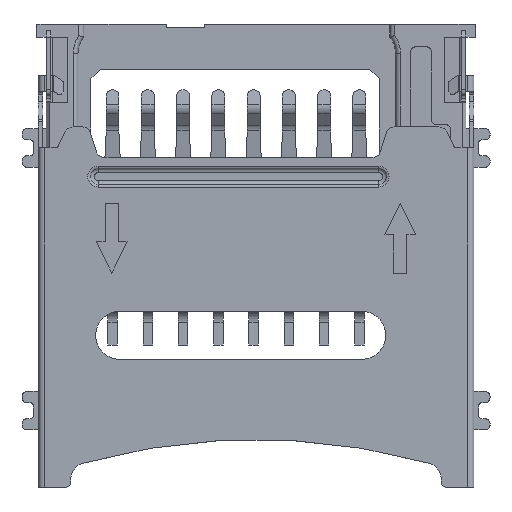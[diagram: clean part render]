
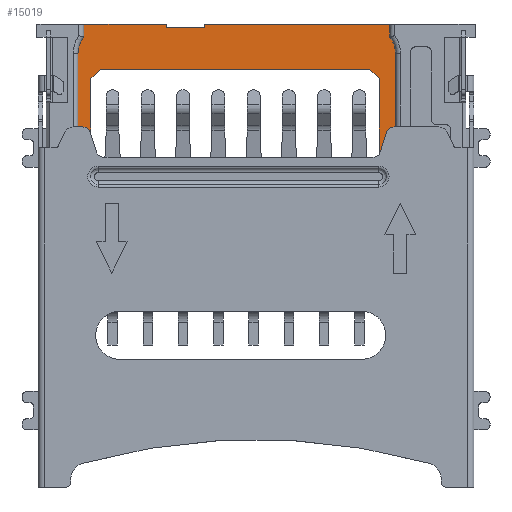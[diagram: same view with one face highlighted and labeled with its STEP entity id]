
A CAD part, top view. The second image highlights one B-rep face of the part: STEP entity #15019.
In plain terms, the highlighted face is planar.
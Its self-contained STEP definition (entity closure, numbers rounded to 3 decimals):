
#144=FACE_BOUND('',#2076,.T.);
#490=PLANE('',#16203);
#1216=FACE_OUTER_BOUND('',#2075,.T.);
#2075=EDGE_LOOP('',(#12610,#12611,#12612,#12613,#12614,#12615,#12616,#12617,
#12618,#12619,#12620,#12621,#12622,#12623,#12624,#12625,#12626,#12627));
#2076=EDGE_LOOP('',(#12628,#12629,#12630,#12631,#12632,#12633));
#3077=LINE('',#23152,#4755);
#3113=LINE('',#23225,#4791);
#3182=LINE('',#23385,#4860);
#3196=LINE('',#23415,#4874);
#3239=LINE('',#23516,#4917);
#3268=LINE('',#23576,#4946);
#3434=LINE('',#23936,#5112);
#3436=LINE('',#23940,#5114);
#3438=LINE('',#23943,#5116);
#3440=LINE('',#23947,#5118);
#3441=LINE('',#23950,#5119);
#3443=LINE('',#23954,#5121);
#3445=LINE('',#23958,#5123);
#3447=LINE('',#23961,#5125);
#3448=LINE('',#23963,#5126);
#3449=LINE('',#23965,#5127);
#3492=LINE('',#24058,#5170);
#3493=LINE('',#24060,#5171);
#3494=LINE('',#24062,#5172);
#3495=LINE('',#24065,#5173);
#3496=LINE('',#24067,#5174);
#3497=LINE('',#24070,#5175);
#4755=VECTOR('',#18749,1000.);
#4791=VECTOR('',#18787,1000.);
#4860=VECTOR('',#18880,1000.);
#4874=VECTOR('',#18898,1000.);
#4917=VECTOR('',#18969,1000.);
#4946=VECTOR('',#19016,1000.);
#5112=VECTOR('',#19356,1000.);
#5114=VECTOR('',#19360,1000.);
#5116=VECTOR('',#19364,1000.);
#5118=VECTOR('',#19368,1000.);
#5119=VECTOR('',#19371,1000.);
#5121=VECTOR('',#19375,1000.);
#5123=VECTOR('',#19379,1000.);
#5125=VECTOR('',#19383,1000.);
#5126=VECTOR('',#19386,1000.);
#5127=VECTOR('',#19389,1000.);
#5170=VECTOR('',#19490,1000.);
#5171=VECTOR('',#19491,1000.);
#5172=VECTOR('',#19492,1000.);
#5173=VECTOR('',#19495,1000.);
#5174=VECTOR('',#19496,1000.);
#5175=VECTOR('',#19499,1000.);
#6054=CIRCLE('',#16204,0.8);
#6055=CIRCLE('',#16205,0.8);
#6840=VERTEX_POINT('',#23148);
#6842=VERTEX_POINT('',#23151);
#6876=VERTEX_POINT('',#23221);
#6878=VERTEX_POINT('',#23224);
#6956=VERTEX_POINT('',#23382);
#6957=VERTEX_POINT('',#23384);
#6965=VERTEX_POINT('',#23401);
#6971=VERTEX_POINT('',#23413);
#7007=VERTEX_POINT('',#23498);
#7015=VERTEX_POINT('',#23514);
#7036=VERTEX_POINT('',#23573);
#7037=VERTEX_POINT('',#23575);
#7144=VERTEX_POINT('',#23935);
#7145=VERTEX_POINT('',#23939);
#7146=VERTEX_POINT('',#23945);
#7147=VERTEX_POINT('',#23949);
#7148=VERTEX_POINT('',#23953);
#7149=VERTEX_POINT('',#23957);
#7170=VERTEX_POINT('',#24057);
#7171=VERTEX_POINT('',#24059);
#7172=VERTEX_POINT('',#24061);
#7173=VERTEX_POINT('',#24063);
#7174=VERTEX_POINT('',#24066);
#7175=VERTEX_POINT('',#24068);
#8625=EDGE_CURVE('',#6840,#6842,#3077,.T.);
#8661=EDGE_CURVE('',#6876,#6878,#3113,.T.);
#8740=EDGE_CURVE('',#6957,#6956,#3182,.T.);
#8755=EDGE_CURVE('',#6965,#6971,#3196,.T.);
#8806=EDGE_CURVE('',#7007,#7015,#3239,.T.);
#8836=EDGE_CURVE('',#7037,#7036,#3268,.T.);
#9018=EDGE_CURVE('',#6957,#7144,#3434,.T.);
#9020=EDGE_CURVE('',#7144,#7145,#3436,.T.);
#9022=EDGE_CURVE('',#7145,#7015,#3438,.T.);
#9024=EDGE_CURVE('',#7146,#6840,#3440,.T.);
#9025=EDGE_CURVE('',#6842,#7147,#3441,.T.);
#9027=EDGE_CURVE('',#7147,#7148,#3443,.T.);
#9029=EDGE_CURVE('',#7148,#7149,#3445,.T.);
#9031=EDGE_CURVE('',#7149,#7146,#3447,.T.);
#9032=EDGE_CURVE('',#6878,#6971,#3448,.T.);
#9033=EDGE_CURVE('',#7037,#6876,#3449,.T.);
#9076=EDGE_CURVE('',#7170,#7036,#3492,.T.);
#9077=EDGE_CURVE('',#7170,#7171,#3493,.T.);
#9078=EDGE_CURVE('',#7171,#7172,#3494,.T.);
#9079=EDGE_CURVE('',#7172,#7173,#6054,.T.);
#9080=EDGE_CURVE('',#7173,#7007,#3495,.T.);
#9081=EDGE_CURVE('',#6956,#7174,#3496,.T.);
#9082=EDGE_CURVE('',#7174,#7175,#6055,.T.);
#9083=EDGE_CURVE('',#7175,#6965,#3497,.T.);
#12610=ORIENTED_EDGE('',*,*,#9076,.F.);
#12611=ORIENTED_EDGE('',*,*,#9077,.T.);
#12612=ORIENTED_EDGE('',*,*,#9078,.T.);
#12613=ORIENTED_EDGE('',*,*,#9079,.T.);
#12614=ORIENTED_EDGE('',*,*,#9080,.T.);
#12615=ORIENTED_EDGE('',*,*,#8806,.T.);
#12616=ORIENTED_EDGE('',*,*,#9022,.F.);
#12617=ORIENTED_EDGE('',*,*,#9020,.F.);
#12618=ORIENTED_EDGE('',*,*,#9018,.F.);
#12619=ORIENTED_EDGE('',*,*,#8740,.T.);
#12620=ORIENTED_EDGE('',*,*,#9081,.T.);
#12621=ORIENTED_EDGE('',*,*,#9082,.T.);
#12622=ORIENTED_EDGE('',*,*,#9083,.T.);
#12623=ORIENTED_EDGE('',*,*,#8755,.T.);
#12624=ORIENTED_EDGE('',*,*,#9032,.F.);
#12625=ORIENTED_EDGE('',*,*,#8661,.F.);
#12626=ORIENTED_EDGE('',*,*,#9033,.F.);
#12627=ORIENTED_EDGE('',*,*,#8836,.T.);
#12628=ORIENTED_EDGE('',*,*,#9024,.F.);
#12629=ORIENTED_EDGE('',*,*,#9031,.F.);
#12630=ORIENTED_EDGE('',*,*,#9029,.F.);
#12631=ORIENTED_EDGE('',*,*,#9027,.F.);
#12632=ORIENTED_EDGE('',*,*,#9025,.F.);
#12633=ORIENTED_EDGE('',*,*,#8625,.F.);
#15019=ADVANCED_FACE('',(#1216,#144),#490,.F.);
#16203=AXIS2_PLACEMENT_3D('',#24056,#19488,#19489);
#16204=AXIS2_PLACEMENT_3D('',#24064,#19493,#19494);
#16205=AXIS2_PLACEMENT_3D('',#24069,#19497,#19498);
#18749=DIRECTION('',(1.,0.,0.));
#18787=DIRECTION('',(-1.,0.,0.));
#18880=DIRECTION('',(-1.,0.,0.));
#18898=DIRECTION('',(1.,0.,0.));
#18969=DIRECTION('',(-1.,0.,0.));
#19016=DIRECTION('',(1.,0.,0.));
#19356=DIRECTION('',(0.,0.,1.));
#19360=DIRECTION('',(1.,0.,0.));
#19364=DIRECTION('',(0.,0.,-1.));
#19368=DIRECTION('',(0.,0.,1.));
#19371=DIRECTION('',(0.,0.,-1.));
#19375=DIRECTION('',(-0.707,0.,-0.707));
#19379=DIRECTION('',(-1.,0.,0.));
#19383=DIRECTION('',(-0.707,0.,0.707));
#19386=DIRECTION('',(0.,0.,1.));
#19389=DIRECTION('',(0.,0.,-1.));
#19488=DIRECTION('center_axis',(0.,-1.,0.));
#19489=DIRECTION('ref_axis',(0.,0.,-1.));
#19490=DIRECTION('',(0.,0.,1.));
#19491=DIRECTION('',(-0.59,0.,-0.807));
#19492=DIRECTION('',(0.,0.,-1.));
#19493=DIRECTION('center_axis',(0.,1.,0.));
#19494=DIRECTION('ref_axis',(0.,0.,-1.));
#19495=DIRECTION('',(0.,0.,-1.));
#19496=DIRECTION('',(0.,0.,1.));
#19497=DIRECTION('center_axis',(0.,1.,0.));
#19498=DIRECTION('ref_axis',(0.,0.,-1.));
#19499=DIRECTION('',(0.,0.,1.));
#23148=CARTESIAN_POINT('',(-5.15,0.85,-0.525));
#23151=CARTESIAN_POINT('',(3.85,0.85,-0.525));
#23152=CARTESIAN_POINT('',(3.85,0.85,-0.525));
#23221=CARTESIAN_POINT('',(4.15,0.85,1.275));
#23224=CARTESIAN_POINT('',(-5.05,0.85,1.275));
#23225=CARTESIAN_POINT('',(-5.05,0.85,1.275));
#23382=CARTESIAN_POINT('',(-5.375,0.85,-7.225));
#23384=CARTESIAN_POINT('',(-2.787,0.85,-7.225));
#23385=CARTESIAN_POINT('',(-5.375,0.85,-7.225));
#23401=CARTESIAN_POINT('',(-5.555,0.85,6.175));
#23413=CARTESIAN_POINT('',(-5.05,0.85,6.175));
#23415=CARTESIAN_POINT('',(-5.555,0.85,6.175));
#23498=CARTESIAN_POINT('',(4.175,0.85,-7.225));
#23514=CARTESIAN_POINT('',(-1.6,0.85,-7.225));
#23516=CARTESIAN_POINT('',(-5.375,0.85,-7.225));
#23573=CARTESIAN_POINT('',(5.645,0.85,6.175));
#23575=CARTESIAN_POINT('',(4.15,0.85,6.175));
#23576=CARTESIAN_POINT('',(-5.555,0.85,6.175));
#23935=CARTESIAN_POINT('',(-2.787,0.85,-7.121));
#23936=CARTESIAN_POINT('',(-2.787,0.85,-7.225));
#23939=CARTESIAN_POINT('',(-1.6,0.85,-7.121));
#23940=CARTESIAN_POINT('',(-2.787,0.85,-7.121));
#23943=CARTESIAN_POINT('',(-1.6,0.85,-7.225));
#23945=CARTESIAN_POINT('',(-5.15,0.85,-5.525));
#23947=CARTESIAN_POINT('',(-5.15,0.85,-0.525));
#23949=CARTESIAN_POINT('',(3.85,0.85,-5.525));
#23950=CARTESIAN_POINT('',(3.85,0.85,-0.525));
#23953=CARTESIAN_POINT('',(3.55,0.85,-5.825));
#23954=CARTESIAN_POINT('',(3.85,0.85,-5.525));
#23957=CARTESIAN_POINT('',(-4.85,0.85,-5.825));
#23958=CARTESIAN_POINT('',(-4.85,0.85,-5.825));
#23961=CARTESIAN_POINT('',(-5.15,0.85,-5.525));
#23963=CARTESIAN_POINT('',(-5.05,0.85,6.175));
#23965=CARTESIAN_POINT('',(4.15,0.85,6.175));
#24056=CARTESIAN_POINT('Origin',(-5.555,0.85,-1.825));
#24057=CARTESIAN_POINT('',(5.645,0.85,-1.825));
#24058=CARTESIAN_POINT('',(5.645,0.85,-1.825));
#24059=CARTESIAN_POINT('',(4.355,0.85,-3.588));
#24060=CARTESIAN_POINT('',(4.355,0.85,-3.588));
#24061=CARTESIAN_POINT('',(4.355,0.85,-6.319));
#24062=CARTESIAN_POINT('',(4.355,0.85,-6.319));
#24063=CARTESIAN_POINT('',(4.175,0.85,-6.825));
#24064=CARTESIAN_POINT('Origin',(3.555,0.85,-6.319));
#24065=CARTESIAN_POINT('',(4.175,0.85,-6.825));
#24066=CARTESIAN_POINT('',(-5.375,0.85,-6.825));
#24067=CARTESIAN_POINT('',(-5.375,0.85,-6.825));
#24068=CARTESIAN_POINT('',(-5.555,0.85,-6.319));
#24069=CARTESIAN_POINT('Origin',(-4.755,0.85,-6.319));
#24070=CARTESIAN_POINT('',(-5.555,0.85,-1.825));
